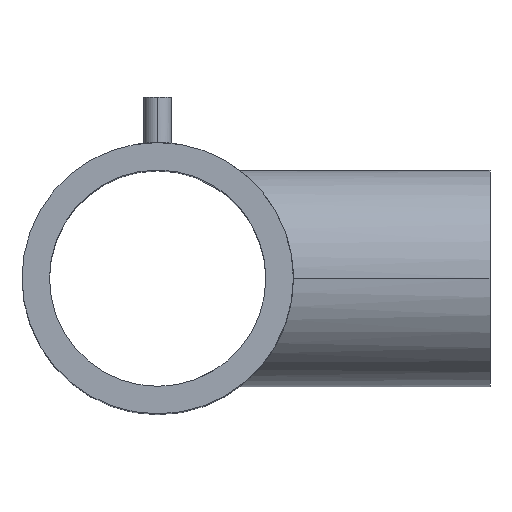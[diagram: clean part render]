
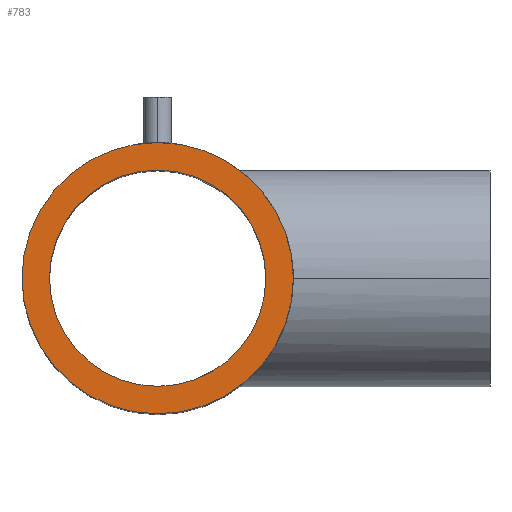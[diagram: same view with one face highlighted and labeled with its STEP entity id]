
A CAD part, top view. The second image highlights one B-rep face of the part: STEP entity #783.
In plain terms, the highlighted planar face has unit normal (0, 0, 1).
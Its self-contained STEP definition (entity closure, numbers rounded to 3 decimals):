
#25 = CIRCLE ( 'NONE', #1327, 69. ) ;
#48 = CIRCLE ( 'NONE', #131, 55. ) ;
#91 = PLANE ( 'NONE',  #116 ) ;
#116 = AXIS2_PLACEMENT_3D ( 'NONE', #894, #1334, #397 ) ;
#131 = AXIS2_PLACEMENT_3D ( 'NONE', #413, #329, #322 ) ;
#191 = DIRECTION ( 'NONE',  ( 1., 0., 0. ) ) ;
#192 = EDGE_LOOP ( 'NONE', ( #432, #628 ) ) ;
#244 = CARTESIAN_POINT ( 'NONE',  ( 69., 0., 130. ) ) ;
#248 = CARTESIAN_POINT ( 'NONE',  ( 0., 0., 130. ) ) ;
#253 = CARTESIAN_POINT ( 'NONE',  ( -55., 0., 130. ) ) ;
#285 = CIRCLE ( 'NONE', #535, 55. ) ;
#322 = DIRECTION ( 'NONE',  ( 1., 0., 0. ) ) ;
#329 = DIRECTION ( 'NONE',  ( 0., 0., 1. ) ) ;
#395 = EDGE_CURVE ( 'NONE', #664, #420, #1046, .T. ) ;
#397 = DIRECTION ( 'NONE',  ( 1., 0., 0. ) ) ;
#413 = CARTESIAN_POINT ( 'NONE',  ( 0., 0., 130. ) ) ;
#420 = VERTEX_POINT ( 'NONE', #244 ) ;
#432 = ORIENTED_EDGE ( 'NONE', *, *, #1042, .F. ) ;
#457 = DIRECTION ( 'NONE',  ( 0., 0., 1. ) ) ;
#535 = AXIS2_PLACEMENT_3D ( 'NONE', #248, #457, #656 ) ;
#594 = CARTESIAN_POINT ( 'NONE',  ( 0., 0., 130. ) ) ;
#611 = EDGE_CURVE ( 'NONE', #1065, #747, #285, .T. ) ;
#628 = ORIENTED_EDGE ( 'NONE', *, *, #611, .F. ) ;
#656 = DIRECTION ( 'NONE',  ( 1., 0., 0. ) ) ;
#664 = VERTEX_POINT ( 'NONE', #765 ) ;
#691 = EDGE_LOOP ( 'NONE', ( #950, #737 ) ) ;
#697 = FACE_OUTER_BOUND ( 'NONE', #691, .T. ) ;
#737 = ORIENTED_EDGE ( 'NONE', *, *, #794, .T. ) ;
#747 = VERTEX_POINT ( 'NONE', #253 ) ;
#765 = CARTESIAN_POINT ( 'NONE',  ( -69., 0., 130. ) ) ;
#768 = DIRECTION ( 'NONE',  ( 1., 0., 0. ) ) ;
#783 = ADVANCED_FACE ( 'NONE', ( #697, #919 ), #91, .T. ) ;
#794 = EDGE_CURVE ( 'NONE', #420, #664, #25, .T. ) ;
#823 = AXIS2_PLACEMENT_3D ( 'NONE', #970, #842, #768 ) ;
#835 = CARTESIAN_POINT ( 'NONE',  ( 55., 0., 130. ) ) ;
#842 = DIRECTION ( 'NONE',  ( 0., 0., 1. ) ) ;
#894 = CARTESIAN_POINT ( 'NONE',  ( 0., 0., 130. ) ) ;
#919 = FACE_BOUND ( 'NONE', #192, .T. ) ;
#950 = ORIENTED_EDGE ( 'NONE', *, *, #395, .T. ) ;
#970 = CARTESIAN_POINT ( 'NONE',  ( 0., 0., 130. ) ) ;
#1042 = EDGE_CURVE ( 'NONE', #747, #1065, #48, .T. ) ;
#1046 = CIRCLE ( 'NONE', #823, 69. ) ;
#1065 = VERTEX_POINT ( 'NONE', #835 ) ;
#1216 = DIRECTION ( 'NONE',  ( 0., 0., 1. ) ) ;
#1327 = AXIS2_PLACEMENT_3D ( 'NONE', #594, #1216, #191 ) ;
#1334 = DIRECTION ( 'NONE',  ( 0., 0., 1. ) ) ;
